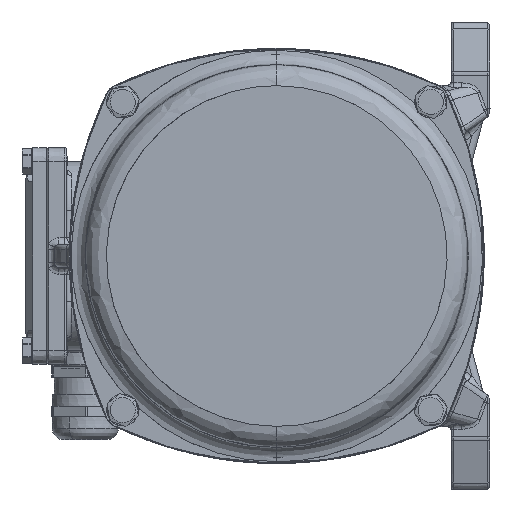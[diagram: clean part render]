
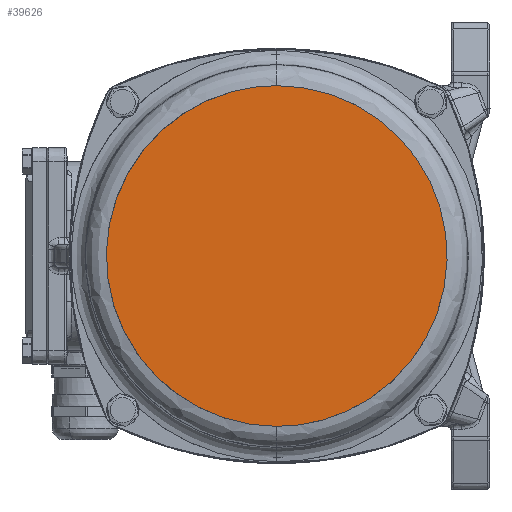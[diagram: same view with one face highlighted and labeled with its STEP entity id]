
A CAD part, left-side view. The second image highlights one B-rep face of the part: STEP entity #39626.
In plain terms, the highlighted planar face has unit normal (-1, 0, 0).
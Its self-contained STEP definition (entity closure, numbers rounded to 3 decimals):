
#1018 = CARTESIAN_POINT ( 'NONE',  ( -194., -15.839, -53.161 ) ) ;
#19601 = CARTESIAN_POINT ( 'NONE',  ( -194., -6.489, -41.769 ) ) ;
#20512 = CARTESIAN_POINT ( 'NONE',  ( -194., -27.231, -62.511 ) ) ;
#21800 = CARTESIAN_POINT ( 'NONE',  ( -194., -69., -74.7 ) ) ;
#22720 = CARTESIAN_POINT ( 'NONE',  ( -194., -131.211, 41.568 ) ) ;
#23627 = CARTESIAN_POINT ( 'NONE',  ( -194., -110.769, 62.512 ) ) ;
#24540 = CARTESIAN_POINT ( 'NONE',  ( -194., -142.737, -14.667 ) ) ;
#33210 = DIRECTION ( 'NONE',  ( 1., 0., 0. ) ) ;
#35033 = CARTESIAN_POINT ( 'NONE',  ( -194., -145.194, -74.7 ) ) ;
#36886 = PLANE ( 'NONE',  #48612 ) ;
#39626 = ADVANCED_FACE ( 'NONE', ( #167415 ), #36886, .F. ) ;
#40017 = CARTESIAN_POINT ( 'NONE',  ( -194., 1.168, 26.428 ) ) ;
#40916 = CARTESIAN_POINT ( 'NONE',  ( -194., -47.28, 71.598 ) ) ;
#41285 = CARTESIAN_POINT ( 'NONE',  ( -194., -138.459, -28.771 ) ) ;
#42787 = CARTESIAN_POINT ( 'NONE',  ( -194., -11.164, 47.466 ) ) ;
#48612 = AXIS2_PLACEMENT_3D ( 'NONE', #35033, #33210, #184335 ) ;
#56761 = CARTESIAN_POINT ( 'NONE',  ( -194., -69., 74.7 ) ) ;
#61333 = CARTESIAN_POINT ( 'NONE',  ( -194., 4.737, -14.667 ) ) ;
#64476 = CARTESIAN_POINT ( 'NONE',  ( -194., -142.738, 14.666 ) ) ;
#65378 = CARTESIAN_POINT ( 'NONE',  ( -194., -83.596, 73.383 ) ) ;
#80892 = CARTESIAN_POINT ( 'NONE',  ( -194., -69., 74.7 ) ) ;
#82691 = CARTESIAN_POINT ( 'NONE',  ( -194., -64.111, -74.7 ) ) ;
#84520 = CARTESIAN_POINT ( 'NONE',  ( -194., -69., -74.7 ) ) ;
#84874 = CARTESIAN_POINT ( 'NONE',  ( -194., -110.769, -62.511 ) ) ;
#85432 = CARTESIAN_POINT ( 'NONE',  ( -194., -3.015, 35.27 ) ) ;
#85795 = CARTESIAN_POINT ( 'NONE',  ( -194., -73.889, -74.7 ) ) ;
#86582 = CARTESIAN_POINT ( 'NONE',  ( -194., -76.334, 74.46 ) ) ;
#100285 = EDGE_CURVE ( 'NONE', #112208, #254329, #233885, .T. ) ;
#101383 = B_SPLINE_CURVE_WITH_KNOTS ( 'NONE', 3,
 ( #56761, #150007, #86582, #65378, #108027, #148894, #23627, #149809, #236011, #22720, #127532, #151667, #64476, #214657, #24540, #41285, #212801, #147976, #84874, #253595, #191494, #85795, #21800 ),
 .UNSPECIFIED., .F., .F.,
 ( 4, 1, 1, 1, 1, 1, 1, 1, 1, 1, 1, 1, 1, 1, 1, 1, 1, 1, 1, 1, 4 ),
 ( 0., 0.016, 0.031, 0.047, 0.063, 0.094, 0.125, 0.141, 0.156, 0.172, 0.188, 0.219, 0.25, 0.281, 0.313, 0.344, 0.375, 0.406, 0.438, 0.469, 0.5 ),
 .UNSPECIFIED. ) ;
#104931 = CARTESIAN_POINT ( 'NONE',  ( -194., 0.459, -28.771 ) ) ;
#105860 = CARTESIAN_POINT ( 'NONE',  ( -194., -69., 74.7 ) ) ;
#108027 = CARTESIAN_POINT ( 'NONE',  ( -194., -90.72, 71.598 ) ) ;
#112208 = VERTEX_POINT ( 'NONE', #117561 ) ;
#117561 = CARTESIAN_POINT ( 'NONE',  ( -194., -69., -74.7 ) ) ;
#121503 = ORIENTED_EDGE ( 'NONE', *, *, #260303, .F. ) ;
#127532 = CARTESIAN_POINT ( 'NONE',  ( -194., -134.985, 35.27 ) ) ;
#128115 = CARTESIAN_POINT ( 'NONE',  ( -194., -54.333, -73.737 ) ) ;
#145790 = CARTESIAN_POINT ( 'NONE',  ( -194., -17.732, 54.714 ) ) ;
#147617 = CARTESIAN_POINT ( 'NONE',  ( -194., 4.738, 14.666 ) ) ;
#147976 = CARTESIAN_POINT ( 'NONE',  ( -194., -122.161, -53.161 ) ) ;
#148894 = CARTESIAN_POINT ( 'NONE',  ( -194., -99.929, 68.303 ) ) ;
#149461 = CARTESIAN_POINT ( 'NONE',  ( -194., -66.556, 74.7 ) ) ;
#149809 = CARTESIAN_POINT ( 'NONE',  ( -194., -120.268, 54.714 ) ) ;
#150007 = CARTESIAN_POINT ( 'NONE',  ( -194., -71.444, 74.7 ) ) ;
#151667 = CARTESIAN_POINT ( 'NONE',  ( -194., -139.168, 26.428 ) ) ;
#167415 = FACE_OUTER_BOUND ( 'NONE', #266292, .T. ) ;
#167996 = CARTESIAN_POINT ( 'NONE',  ( -194., -6.789, 41.568 ) ) ;
#170750 = CARTESIAN_POINT ( 'NONE',  ( -194., -54.404, 73.383 ) ) ;
#184335 = DIRECTION ( 'NONE',  ( 0., 1., 0. ) ) ;
#191494 = CARTESIAN_POINT ( 'NONE',  ( -194., -83.667, -73.737 ) ) ;
#209293 = ORIENTED_EDGE ( 'NONE', *, *, #100285, .F. ) ;
#210594 = CARTESIAN_POINT ( 'NONE',  ( -194., -40.229, -69.459 ) ) ;
#212801 = CARTESIAN_POINT ( 'NONE',  ( -194., -131.511, -41.769 ) ) ;
#214657 = CARTESIAN_POINT ( 'NONE',  ( -194., -144.181, 0. ) ) ;
#232863 = CARTESIAN_POINT ( 'NONE',  ( -194., 6.181, 0. ) ) ;
#233804 = CARTESIAN_POINT ( 'NONE',  ( -194., -27.231, 62.512 ) ) ;
#233885 = B_SPLINE_CURVE_WITH_KNOTS ( 'NONE', 3,
 ( #84520, #82691, #128115, #210594, #20512, #1018, #19601, #104931, #61333, #232863, #147617, #40017, #85432, #167996, #42787, #145790, #233804, #274515, #40916, #170750, #254167, #149461, #105860 ),
 .UNSPECIFIED., .F., .F.,
 ( 4, 1, 1, 1, 1, 1, 1, 1, 1, 1, 1, 1, 1, 1, 1, 1, 1, 1, 1, 1, 4 ),
 ( 0.5, 0.531, 0.562, 0.594, 0.625, 0.656, 0.687, 0.719, 0.75, 0.781, 0.812, 0.828, 0.844, 0.859, 0.875, 0.906, 0.937, 0.953, 0.969, 0.984, 1. ),
 .UNSPECIFIED. ) ;
#236011 = CARTESIAN_POINT ( 'NONE',  ( -194., -126.836, 47.466 ) ) ;
#253595 = CARTESIAN_POINT ( 'NONE',  ( -194., -97.771, -69.459 ) ) ;
#254167 = CARTESIAN_POINT ( 'NONE',  ( -194., -61.666, 74.46 ) ) ;
#254329 = VERTEX_POINT ( 'NONE', #80892 ) ;
#260303 = EDGE_CURVE ( 'NONE', #254329, #112208, #101383, .T. ) ;
#266292 = EDGE_LOOP ( 'NONE', ( #121503, #209293 ) ) ;
#274515 = CARTESIAN_POINT ( 'NONE',  ( -194., -38.071, 68.303 ) ) ;
